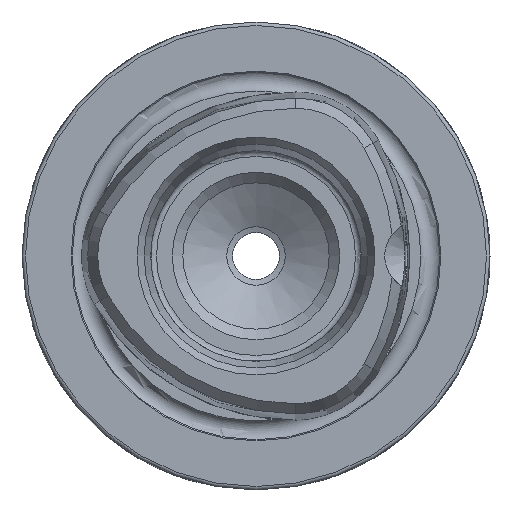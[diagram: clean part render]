
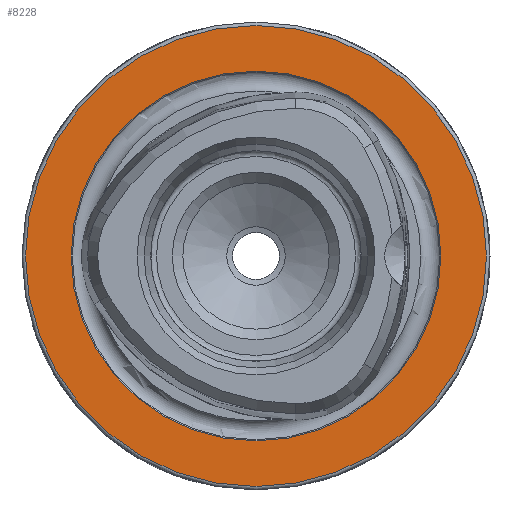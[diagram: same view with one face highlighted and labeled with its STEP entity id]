
A CAD part, left-side view. The second image highlights one B-rep face of the part: STEP entity #8228.
In plain terms, the highlighted planar face has unit normal (-1, 0, 0).
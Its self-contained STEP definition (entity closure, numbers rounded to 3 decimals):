
#102 = CARTESIAN_POINT ( 'NONE',  ( 0., 15.8, 0. ) ) ;
#821 = ORIENTED_EDGE ( 'NONE', *, *, #4716, .T. ) ;
#958 = VERTEX_POINT ( 'NONE', #8270 ) ;
#1232 = DIRECTION ( 'NONE',  ( -1., 0., 0. ) ) ;
#1510 = EDGE_LOOP ( 'NONE', ( #9151 ) ) ;
#2440 = AXIS2_PLACEMENT_3D ( 'NONE', #8854, #6771, #6054 ) ;
#3588 = FACE_OUTER_BOUND ( 'NONE', #6872, .T. ) ;
#4429 = DIRECTION ( 'NONE',  ( 1., 0., 0. ) ) ;
#4617 = FACE_BOUND ( 'NONE', #1510, .T. ) ;
#4716 = EDGE_CURVE ( 'NONE', #8140, #8140, #6693, .T. ) ;
#5003 = DIRECTION ( 'NONE',  ( 0., 0., 1. ) ) ;
#5033 = CARTESIAN_POINT ( 'NONE',  ( 0., 0., 0. ) ) ;
#5872 = AXIS2_PLACEMENT_3D ( 'NONE', #102, #4429, #8012 ) ;
#6054 = DIRECTION ( 'NONE',  ( 0., 0., 1. ) ) ;
#6141 = AXIS2_PLACEMENT_3D ( 'NONE', #5033, #1232, #5003 ) ;
#6160 = EDGE_CURVE ( 'NONE', #958, #958, #6787, .T. ) ;
#6693 = CIRCLE ( 'NONE', #6141, 19.7 ) ;
#6771 = DIRECTION ( 'NONE',  ( -1., 0., 0. ) ) ;
#6787 = CIRCLE ( 'NONE', #2440, 15.8 ) ;
#6806 = CARTESIAN_POINT ( 'NONE',  ( 0., 0., 19.7 ) ) ;
#6872 = EDGE_LOOP ( 'NONE', ( #821 ) ) ;
#8012 = DIRECTION ( 'NONE',  ( 0., 0., -1. ) ) ;
#8064 = PLANE ( 'NONE',  #5872 ) ;
#8140 = VERTEX_POINT ( 'NONE', #6806 ) ;
#8228 = ADVANCED_FACE ( 'NONE', ( #4617, #3588 ), #8064, .F. ) ;
#8270 = CARTESIAN_POINT ( 'NONE',  ( 0., 0., 15.8 ) ) ;
#8854 = CARTESIAN_POINT ( 'NONE',  ( 0., 0., 0. ) ) ;
#9151 = ORIENTED_EDGE ( 'NONE', *, *, #6160, .F. ) ;
